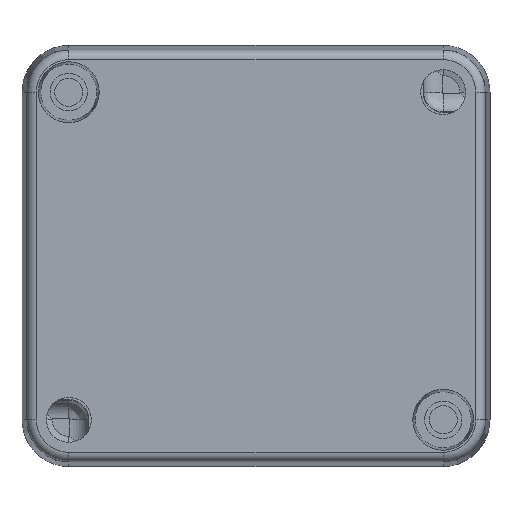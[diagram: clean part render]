
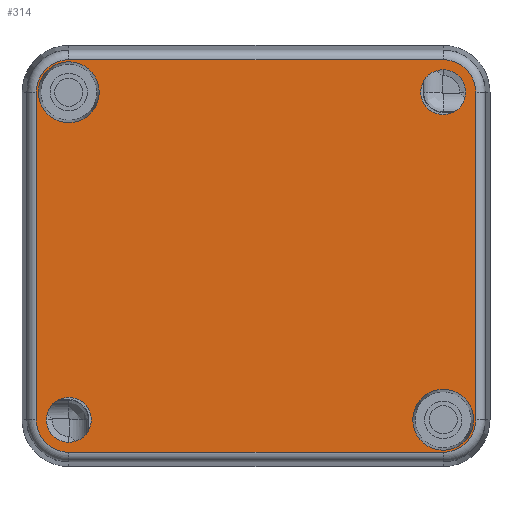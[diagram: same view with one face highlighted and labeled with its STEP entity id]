
A CAD part, front view. The second image highlights one B-rep face of the part: STEP entity #314.
In plain terms, the highlighted planar face has unit normal (0, -1, 0).
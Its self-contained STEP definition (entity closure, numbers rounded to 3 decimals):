
#314 = ADVANCED_FACE( '', ( #749, #750, #751, #752, #753 ), #754, .F. );
#749 = FACE_OUTER_BOUND( '', #1746, .T. );
#750 = FACE_BOUND( '', #1747, .T. );
#751 = FACE_BOUND( '', #1748, .T. );
#752 = FACE_BOUND( '', #1749, .T. );
#753 = FACE_BOUND( '', #1750, .T. );
#754 = PLANE( '', #1751 );
#1746 = EDGE_LOOP( '', ( #3606, #3607, #3608, #3609, #3610, #3611, #3612, #3613 ) );
#1747 = EDGE_LOOP( '', ( #3614 ) );
#1748 = EDGE_LOOP( '', ( #3615 ) );
#1749 = EDGE_LOOP( '', ( #3616 ) );
#1750 = EDGE_LOOP( '', ( #3617 ) );
#1751 = AXIS2_PLACEMENT_3D( '', #3618, #3619, #3620 );
#3606 = ORIENTED_EDGE( '', *, *, #5961, .T. );
#3607 = ORIENTED_EDGE( '', *, *, #5962, .T. );
#3608 = ORIENTED_EDGE( '', *, *, #5870, .T. );
#3609 = ORIENTED_EDGE( '', *, *, #5963, .T. );
#3610 = ORIENTED_EDGE( '', *, *, #5964, .T. );
#3611 = ORIENTED_EDGE( '', *, *, #5965, .T. );
#3612 = ORIENTED_EDGE( '', *, *, #5966, .T. );
#3613 = ORIENTED_EDGE( '', *, *, #5967, .T. );
#3614 = ORIENTED_EDGE( '', *, *, #5960, .T. );
#3615 = ORIENTED_EDGE( '', *, *, #5885, .F. );
#3616 = ORIENTED_EDGE( '', *, *, #5874, .F. );
#3617 = ORIENTED_EDGE( '', *, *, #5968, .T. );
#3618 = CARTESIAN_POINT( '', ( 0., 0., 0. ) );
#3619 = DIRECTION( '', ( 0., 1., 0. ) );
#3620 = DIRECTION( '', ( 1., 0., 0. ) );
#5870 = EDGE_CURVE( '', #6740, #6745, #6747, .T. );
#5874 = EDGE_CURVE( '', #6751, #6751, #6752, .T. );
#5885 = EDGE_CURVE( '', #6770, #6770, #6771, .T. );
#5960 = EDGE_CURVE( '', #6896, #6896, #6897, .T. );
#5961 = EDGE_CURVE( '', #6898, #6899, #6900, .T. );
#5962 = EDGE_CURVE( '', #6899, #6740, #6901, .T. );
#5963 = EDGE_CURVE( '', #6745, #6902, #6903, .T. );
#5964 = EDGE_CURVE( '', #6902, #6904, #6905, .T. );
#5965 = EDGE_CURVE( '', #6904, #6906, #6907, .T. );
#5966 = EDGE_CURVE( '', #6906, #6908, #6909, .T. );
#5967 = EDGE_CURVE( '', #6908, #6898, #6910, .T. );
#5968 = EDGE_CURVE( '', #6911, #6911, #6912, .T. );
#6740 = VERTEX_POINT( '', #8364 );
#6745 = VERTEX_POINT( '', #8370 );
#6747 = LINE( '', #8372, #8373 );
#6751 = VERTEX_POINT( '', #8397 );
#6752 = CIRCLE( '', #8398, 3.25 );
#6770 = VERTEX_POINT( '', #8421 );
#6771 = CIRCLE( '', #8422, 3.25 );
#6896 = VERTEX_POINT( '', #8648 );
#6897 = CIRCLE( '', #8649, 2.4 );
#6898 = VERTEX_POINT( '', #8650 );
#6899 = VERTEX_POINT( '', #8651 );
#6900 = LINE( '', #8652, #8653 );
#6901 = CIRCLE( '', #8654, 3.478 );
#6902 = VERTEX_POINT( '', #8655 );
#6903 = CIRCLE( '', #8656, 3.478 );
#6904 = VERTEX_POINT( '', #8657 );
#6905 = LINE( '', #8658, #8659 );
#6906 = VERTEX_POINT( '', #8660 );
#6907 = CIRCLE( '', #8661, 3.478 );
#6908 = VERTEX_POINT( '', #8662 );
#6909 = LINE( '', #8663, #8664 );
#6910 = CIRCLE( '', #8665, 3.478 );
#6911 = VERTEX_POINT( '', #8666 );
#6912 = CIRCLE( '', #8667, 2.4 );
#8364 = CARTESIAN_POINT( '', ( 23.478, 0., -17.5 ) );
#8370 = CARTESIAN_POINT( '', ( 23.478, 0., 17.5 ) );
#8372 = CARTESIAN_POINT( '', ( 23.478, 0., -17.5 ) );
#8373 = VECTOR( '', #11116, 1000. );
#8397 = CARTESIAN_POINT( '', ( -16.75, 0., 17.5 ) );
#8398 = AXIS2_PLACEMENT_3D( '', #11118, #11119, #11120 );
#8421 = CARTESIAN_POINT( '', ( 16.75, 0., -17.5 ) );
#8422 = AXIS2_PLACEMENT_3D( '', #11140, #11141, #11142 );
#8648 = CARTESIAN_POINT( '', ( 17.6, 0., 17.5 ) );
#8649 = AXIS2_PLACEMENT_3D( '', #11269, #11270, #11271 );
#8650 = CARTESIAN_POINT( '', ( -20., 0., -20.978 ) );
#8651 = CARTESIAN_POINT( '', ( 20., 0., -20.978 ) );
#8652 = CARTESIAN_POINT( '', ( -20., 0., -20.978 ) );
#8653 = VECTOR( '', #11272, 1000. );
#8654 = AXIS2_PLACEMENT_3D( '', #11273, #11274, #11275 );
#8655 = CARTESIAN_POINT( '', ( 20., 0., 20.978 ) );
#8656 = AXIS2_PLACEMENT_3D( '', #11276, #11277, #11278 );
#8657 = CARTESIAN_POINT( '', ( -20., 0., 20.978 ) );
#8658 = CARTESIAN_POINT( '', ( 20., 0., 20.978 ) );
#8659 = VECTOR( '', #11279, 1000. );
#8660 = CARTESIAN_POINT( '', ( -23.478, 0., 17.5 ) );
#8661 = AXIS2_PLACEMENT_3D( '', #11280, #11281, #11282 );
#8662 = CARTESIAN_POINT( '', ( -23.478, 0., -17.5 ) );
#8663 = CARTESIAN_POINT( '', ( -23.478, 0., 17.5 ) );
#8664 = VECTOR( '', #11283, 1000. );
#8665 = AXIS2_PLACEMENT_3D( '', #11284, #11285, #11286 );
#8666 = CARTESIAN_POINT( '', ( -22.4, 0., -17.5 ) );
#8667 = AXIS2_PLACEMENT_3D( '', #11287, #11288, #11289 );
#11116 = DIRECTION( '', ( 0., 0., 1. ) );
#11118 = CARTESIAN_POINT( '', ( -20., 0., 17.5 ) );
#11119 = DIRECTION( '', ( 0., -1., 0. ) );
#11120 = DIRECTION( '', ( 1., 0., 0. ) );
#11140 = CARTESIAN_POINT( '', ( 20., 0., -17.5 ) );
#11141 = DIRECTION( '', ( 0., -1., 0. ) );
#11142 = DIRECTION( '', ( -1., 0., 0. ) );
#11269 = CARTESIAN_POINT( '', ( 20., 0., 17.5 ) );
#11270 = DIRECTION( '', ( 0., 1., 0. ) );
#11271 = DIRECTION( '', ( -1., 0., 0. ) );
#11272 = DIRECTION( '', ( 1., 0., 0. ) );
#11273 = CARTESIAN_POINT( '', ( 20., 0., -17.5 ) );
#11274 = DIRECTION( '', ( 0., -1., 0. ) );
#11275 = DIRECTION( '', ( 0., 0., -1. ) );
#11276 = CARTESIAN_POINT( '', ( 20., 0., 17.5 ) );
#11277 = DIRECTION( '', ( 0., -1., 0. ) );
#11278 = DIRECTION( '', ( 1., 0., 0. ) );
#11279 = DIRECTION( '', ( -1., 0., 0. ) );
#11280 = CARTESIAN_POINT( '', ( -20., 0., 17.5 ) );
#11281 = DIRECTION( '', ( 0., -1., 0. ) );
#11282 = DIRECTION( '', ( 0., 0., 1. ) );
#11283 = DIRECTION( '', ( 0., 0., -1. ) );
#11284 = CARTESIAN_POINT( '', ( -20., 0., -17.5 ) );
#11285 = DIRECTION( '', ( 0., -1., 0. ) );
#11286 = DIRECTION( '', ( -1., 0., 0. ) );
#11287 = CARTESIAN_POINT( '', ( -20., 0., -17.5 ) );
#11288 = DIRECTION( '', ( 0., 1., 0. ) );
#11289 = DIRECTION( '', ( -1., 0., 0. ) );
